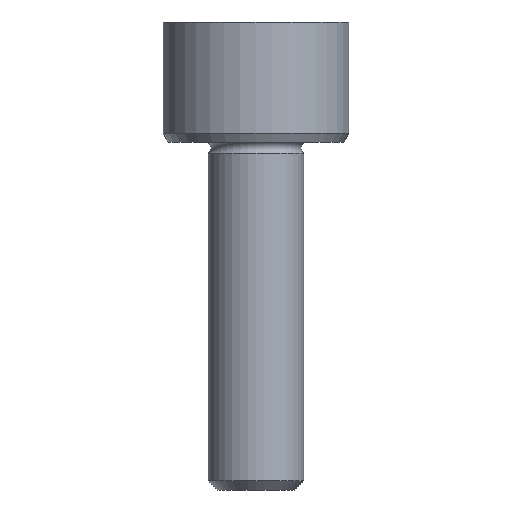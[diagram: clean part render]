
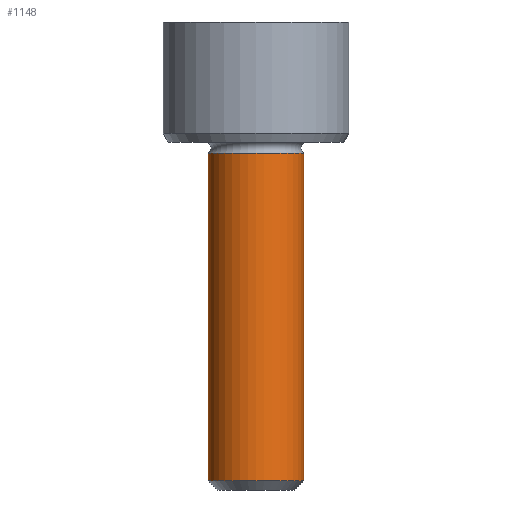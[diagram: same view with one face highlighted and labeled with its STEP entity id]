
A CAD part, front view. The second image highlights one B-rep face of the part: STEP entity #1148.
In plain terms, the highlighted cylindrical face has radius 0.8 mm (diameter 1.6 mm), a full revolution.
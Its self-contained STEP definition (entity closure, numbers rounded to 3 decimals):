
#19=CYLINDRICAL_SURFACE('',#1225,0.8);
#33=CIRCLE('',#1224,0.8);
#34=CIRCLE('',#1226,0.8);
#35=CIRCLE('',#1227,0.8);
#139=FACE_OUTER_BOUND('',#205,.T.);
#205=EDGE_LOOP('',(#972,#973,#974,#975,#976));
#299=LINE('',#2179,#383);
#383=VECTOR('',#1407,0.8);
#544=VERTEX_POINT('',#2171);
#545=VERTEX_POINT('',#2175);
#546=VERTEX_POINT('',#2176);
#702=EDGE_CURVE('',#544,#544,#33,.T.);
#704=EDGE_CURVE('',#545,#546,#34,.T.);
#705=EDGE_CURVE('',#546,#545,#35,.T.);
#706=EDGE_CURVE('',#546,#544,#299,.T.);
#972=ORIENTED_EDGE('',*,*,#704,.F.);
#973=ORIENTED_EDGE('',*,*,#705,.F.);
#974=ORIENTED_EDGE('',*,*,#706,.T.);
#975=ORIENTED_EDGE('',*,*,#702,.T.);
#976=ORIENTED_EDGE('',*,*,#706,.F.);
#1148=ADVANCED_FACE('',(#139),#19,.T.);
#1224=AXIS2_PLACEMENT_3D('',#2172,#1398,#1399);
#1225=AXIS2_PLACEMENT_3D('',#2174,#1401,#1402);
#1226=AXIS2_PLACEMENT_3D('',#2177,#1403,#1404);
#1227=AXIS2_PLACEMENT_3D('',#2178,#1405,#1406);
#1398=DIRECTION('center_axis',(0.,0.,1.));
#1399=DIRECTION('ref_axis',(0.,-1.,0.));
#1401=DIRECTION('center_axis',(0.,0.,1.));
#1402=DIRECTION('ref_axis',(0.,-1.,0.));
#1403=DIRECTION('center_axis',(0.,0.,1.));
#1404=DIRECTION('ref_axis',(0.,-1.,0.));
#1405=DIRECTION('center_axis',(0.,0.,1.));
#1406=DIRECTION('ref_axis',(0.,-1.,0.));
#1407=DIRECTION('',(0.,0.,-1.));
#2171=CARTESIAN_POINT('',(0.,0.8,-5.65));
#2172=CARTESIAN_POINT('Origin',(0.,0.,-5.65));
#2174=CARTESIAN_POINT('Origin',(0.,0.,-2.918));
#2175=CARTESIAN_POINT('',(-0.8,0.,-0.187));
#2176=CARTESIAN_POINT('',(0.,0.8,-0.187));
#2177=CARTESIAN_POINT('Origin',(0.,0.,-0.187));
#2178=CARTESIAN_POINT('Origin',(0.,0.,-0.187));
#2179=CARTESIAN_POINT('',(0.,0.8,-2.918));
